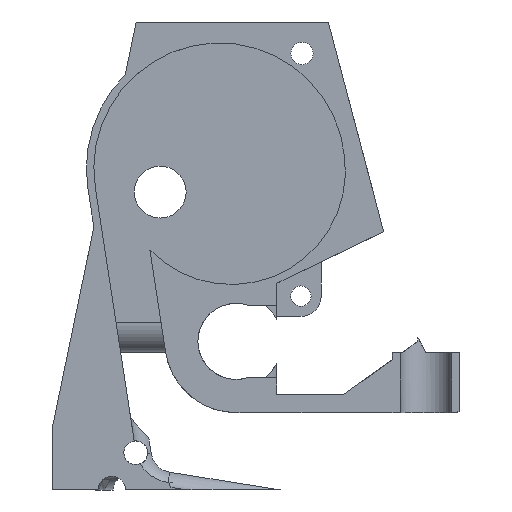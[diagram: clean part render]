
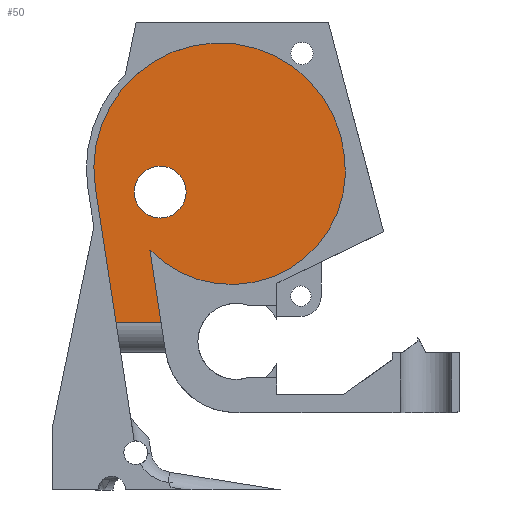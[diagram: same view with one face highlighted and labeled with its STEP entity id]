
A CAD part, front view. The second image highlights one B-rep face of the part: STEP entity #50.
In plain terms, the highlighted planar face has unit normal (0, -1, 0).
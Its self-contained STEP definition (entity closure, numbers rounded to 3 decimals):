
#21 = EDGE_CURVE('',#22,#22,#24,.T.);
#22 = VERTEX_POINT('',#23);
#23 = CARTESIAN_POINT('',(-11.205,-3.,40.11));
#24 = CIRCLE('',#25,3.5);
#25 = AXIS2_PLACEMENT_3D('',#26,#27,#28);
#26 = CARTESIAN_POINT('',(-14.705,-3.,40.11));
#27 = DIRECTION('',(0.,-1.,0.));
#28 = DIRECTION('',(1.,0.,0.));
#50 = ADVANCED_FACE('',(#51,#104),#107,.T.);
#51 = FACE_BOUND('',#52,.T.);
#52 = EDGE_LOOP('',(#53,#63,#71,#79,#88,#97));
#53 = ORIENTED_EDGE('',*,*,#54,.F.);
#54 = EDGE_CURVE('',#55,#57,#59,.T.);
#55 = VERTEX_POINT('',#56);
#56 = CARTESIAN_POINT('',(-20.647,-3.,22.544));
#57 = VERTEX_POINT('',#58);
#58 = CARTESIAN_POINT('',(-23.436,-3.,40.667));
#59 = LINE('',#60,#61);
#60 = CARTESIAN_POINT('',(-17.332,-3.,1.));
#61 = VECTOR('',#62,1.);
#62 = DIRECTION('',(-0.152,0.,0.988));
#63 = ORIENTED_EDGE('',*,*,#64,.T.);
#64 = EDGE_CURVE('',#55,#65,#67,.T.);
#65 = VERTEX_POINT('',#66);
#66 = CARTESIAN_POINT('',(-14.576,-3.,22.544));
#67 = LINE('',#68,#69);
#68 = CARTESIAN_POINT('',(-20.032,-3.,22.544));
#69 = VECTOR('',#70,1.);
#70 = DIRECTION('',(1.,0.,0.));
#71 = ORIENTED_EDGE('',*,*,#72,.F.);
#72 = EDGE_CURVE('',#73,#65,#75,.T.);
#73 = VERTEX_POINT('',#74);
#74 = CARTESIAN_POINT('',(-16.076,-3.,32.294));
#75 = LINE('',#76,#77);
#76 = CARTESIAN_POINT('',(-16.076,-3.,32.294));
#77 = VECTOR('',#78,1.);
#78 = DIRECTION('',(0.152,0.,-0.988));
#79 = ORIENTED_EDGE('',*,*,#80,.T.);
#80 = EDGE_CURVE('',#73,#81,#83,.T.);
#81 = VERTEX_POINT('',#82);
#82 = CARTESIAN_POINT('',(10.113,-3.,44.919));
#83 = CIRCLE('',#84,15.33);
#84 = AXIS2_PLACEMENT_3D('',#85,#86,#87);
#85 = CARTESIAN_POINT('',(-5.095,-3.,42.991));
#86 = DIRECTION('',(0.,-1.,0.));
#87 = DIRECTION('',(1.,0.,0.));
#88 = ORIENTED_EDGE('',*,*,#89,.T.);
#89 = EDGE_CURVE('',#81,#90,#92,.T.);
#90 = VERTEX_POINT('',#91);
#91 = CARTESIAN_POINT('',(-19.797,-3.,53.996));
#92 = CIRCLE('',#93,16.915);
#93 = AXIS2_PLACEMENT_3D('',#94,#95,#96);
#94 = CARTESIAN_POINT('',(-6.721,-3.,43.265));
#95 = DIRECTION('',(0.,-1.,0.));
#96 = DIRECTION('',(1.,0.,0.));
#97 = ORIENTED_EDGE('',*,*,#98,.T.);
#98 = EDGE_CURVE('',#90,#57,#99,.T.);
#99 = CIRCLE('',#100,16.915);
#100 = AXIS2_PLACEMENT_3D('',#101,#102,#103);
#101 = CARTESIAN_POINT('',(-6.721,-3.,43.265));
#102 = DIRECTION('',(0.,-1.,0.));
#103 = DIRECTION('',(1.,0.,0.));
#104 = FACE_BOUND('',#105,.T.);
#105 = EDGE_LOOP('',(#106));
#106 = ORIENTED_EDGE('',*,*,#21,.F.);
#107 = PLANE('',#108);
#108 = AXIS2_PLACEMENT_3D('',#109,#110,#111);
#109 = CARTESIAN_POINT('',(-8.938,-3.,40.493));
#110 = DIRECTION('',(0.,-1.,0.));
#111 = DIRECTION('',(0.,0.,-1.));
